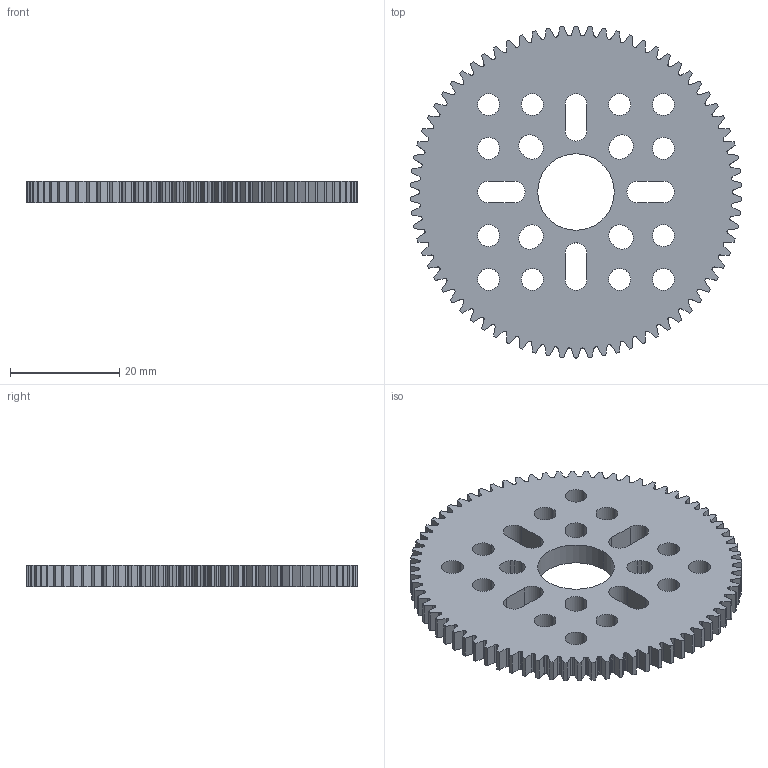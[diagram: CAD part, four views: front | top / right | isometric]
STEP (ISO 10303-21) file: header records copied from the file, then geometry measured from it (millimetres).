
FILE_DESCRIPTION (( 'STEP AP203' ), '1' );
FILE_NAME ('2312-0014-0074.STEP', '2021-05-19T21:38:24', ( '' ), ( '' ), 'SwSTEP 2.0', 'SolidWorks 2016', '' );
FILE_SCHEMA (( 'CONFIG_CONTROL_DESIGN' ));
Length unit declared in the file: millimetre
Products named in the file (1): 2312-0014-0074
Bounding box: 60.77 x 60.8 x 4 mm (x, y, z)
Volume: 9009.8 mm3; surface area: 7311.4 mm2
Topology: 1 solids, 1 shells, 659 faces, 1971 edges, 1314 vertices
Faces by surface type: bspline 296, cylinder 197, plane 166
Entity records: 31732 total; most frequent: CARTESIAN_POINT 15489, ORIENTED_EDGE 3942, DIRECTION 2501, EDGE_CURVE 1971, VERTEX_POINT 1314, LINE 985, VECTOR 985, AXIS2_PLACEMENT_3D 758
